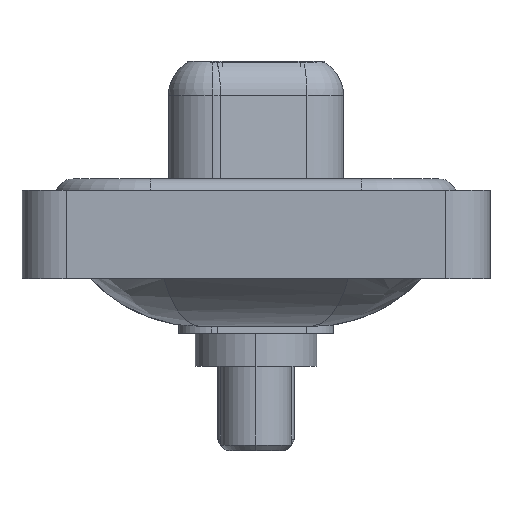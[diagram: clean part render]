
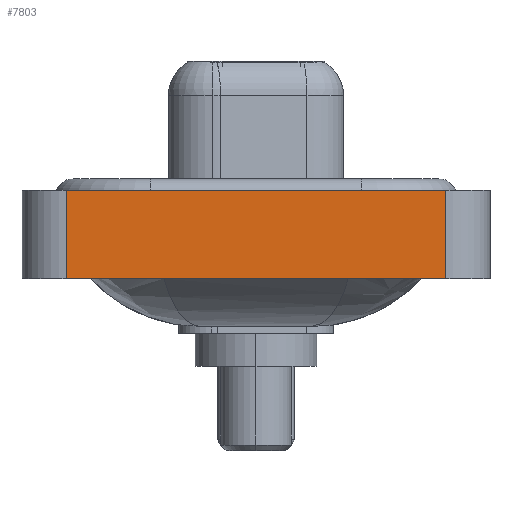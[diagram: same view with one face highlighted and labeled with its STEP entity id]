
A CAD part, left-side view. The second image highlights one B-rep face of the part: STEP entity #7803.
In plain terms, the highlighted planar face has unit normal (-1, 0, 0).
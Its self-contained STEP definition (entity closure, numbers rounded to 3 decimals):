
#483 = EDGE_CURVE ( 'NONE', #4774, #1478, #1062, .T. ) ;
#895 = CARTESIAN_POINT ( 'NONE',  ( -7.35, 8.55, 0.4 ) ) ;
#1062 = LINE ( 'NONE', #16627, #1176 ) ;
#1176 = VECTOR ( 'NONE', #16519, 1000. ) ;
#1478 = VERTEX_POINT ( 'NONE', #22484 ) ;
#1658 = DIRECTION ( 'NONE',  ( 0., 0., 1. ) ) ;
#3485 = VECTOR ( 'NONE', #15789, 1000. ) ;
#4184 = VERTEX_POINT ( 'NONE', #21498 ) ;
#4774 = VERTEX_POINT ( 'NONE', #895 ) ;
#6972 = LINE ( 'NONE', #13481, #18104 ) ;
#7201 = EDGE_CURVE ( 'NONE', #21755, #4184, #7256, .T. ) ;
#7256 = LINE ( 'NONE', #14194, #3485 ) ;
#7803 = ADVANCED_FACE ( 'NONE', ( #14713 ), #13025, .T. ) ;
#8132 = ORIENTED_EDGE ( 'NONE', *, *, #19879, .T. ) ;
#8951 = ORIENTED_EDGE ( 'NONE', *, *, #7201, .T. ) ;
#11041 = DIRECTION ( 'NONE',  ( 0., 0., 1. ) ) ;
#12921 = DIRECTION ( 'NONE',  ( 0., 0., 1. ) ) ;
#13025 = PLANE ( 'NONE',  #15796 ) ;
#13076 = LINE ( 'NONE', #16573, #18663 ) ;
#13155 = CARTESIAN_POINT ( 'NONE',  ( -7.35, 8.55, -3.6 ) ) ;
#13416 = ORIENTED_EDGE ( 'NONE', *, *, #16315, .F. ) ;
#13481 = CARTESIAN_POINT ( 'NONE',  ( -7.35, 8.55, -3.6 ) ) ;
#14194 = CARTESIAN_POINT ( 'NONE',  ( -7.35, -8.55, -3.6 ) ) ;
#14286 = ORIENTED_EDGE ( 'NONE', *, *, #483, .F. ) ;
#14713 = FACE_OUTER_BOUND ( 'NONE', #18993, .T. ) ;
#15789 = DIRECTION ( 'NONE',  ( 0., -1., 0. ) ) ;
#15796 = AXIS2_PLACEMENT_3D ( 'NONE', #21328, #21660, #12921 ) ;
#16315 = EDGE_CURVE ( 'NONE', #21755, #4774, #6972, .T. ) ;
#16519 = DIRECTION ( 'NONE',  ( 0., -1., 0. ) ) ;
#16573 = CARTESIAN_POINT ( 'NONE',  ( -7.35, -8.55, -3.6 ) ) ;
#16627 = CARTESIAN_POINT ( 'NONE',  ( -7.35, -8.55, 0.4 ) ) ;
#18104 = VECTOR ( 'NONE', #1658, 1000. ) ;
#18663 = VECTOR ( 'NONE', #11041, 1000. ) ;
#18993 = EDGE_LOOP ( 'NONE', ( #8132, #14286, #13416, #8951 ) ) ;
#19879 = EDGE_CURVE ( 'NONE', #4184, #1478, #13076, .T. ) ;
#21328 = CARTESIAN_POINT ( 'NONE',  ( -7.35, -8.55, -3.6 ) ) ;
#21498 = CARTESIAN_POINT ( 'NONE',  ( -7.35, -8.55, -3.6 ) ) ;
#21660 = DIRECTION ( 'NONE',  ( -1., 0., 0. ) ) ;
#21755 = VERTEX_POINT ( 'NONE', #13155 ) ;
#22484 = CARTESIAN_POINT ( 'NONE',  ( -7.35, -8.55, 0.4 ) ) ;
